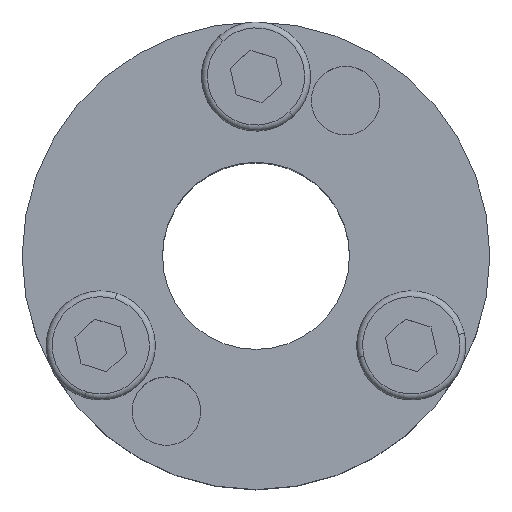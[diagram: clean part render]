
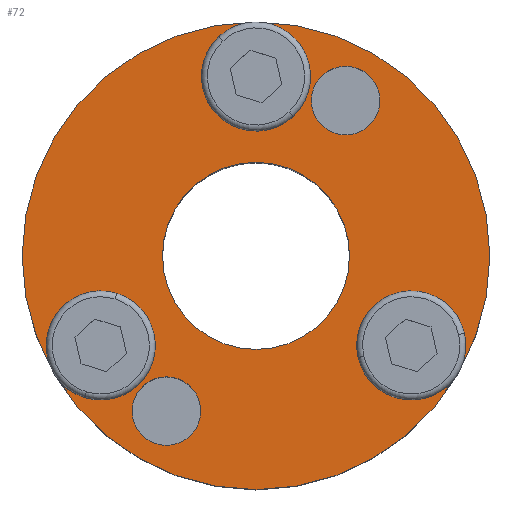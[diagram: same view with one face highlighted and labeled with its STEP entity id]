
A CAD part, top view. The second image highlights one B-rep face of the part: STEP entity #72.
In plain terms, the highlighted planar face has unit normal (0, 0, 1).
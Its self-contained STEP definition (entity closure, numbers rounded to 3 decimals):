
#9 = EDGE_LOOP ( 'NONE', ( #1124, #1963 ) ) ;
#11 = EDGE_CURVE ( 'NONE', #176, #351, #458, .T. ) ;
#14 = ORIENTED_EDGE ( 'NONE', *, *, #295, .F. ) ;
#34 = VERTEX_POINT ( 'NONE', #591 ) ;
#61 = EDGE_CURVE ( 'NONE', #128, #347, #760, .T. ) ;
#72 = ADVANCED_FACE ( 'NONE', ( #848, #849, #850, #851, #853, #854, #855 ), #856, .F. ) ;
#104 = EDGE_CURVE ( 'NONE', #224, #285, #1149, .T. ) ;
#106 = ORIENTED_EDGE ( 'NONE', *, *, #104, .F. ) ;
#119 = EDGE_CURVE ( 'NONE', #183, #260, #1219, .T. ) ;
#128 = VERTEX_POINT ( 'NONE', #1288 ) ;
#169 = EDGE_CURVE ( 'NONE', #920, #265, #405, .T. ) ;
#172 = ORIENTED_EDGE ( 'NONE', *, *, #61, .F. ) ;
#176 = VERTEX_POINT ( 'NONE', #452 ) ;
#179 = ORIENTED_EDGE ( 'NONE', *, *, #639, .F. ) ;
#183 = VERTEX_POINT ( 'NONE', #531 ) ;
#199 = EDGE_CURVE ( 'NONE', #368, #34, #634, .T. ) ;
#224 = VERTEX_POINT ( 'NONE', #759 ) ;
#235 = EDGE_CURVE ( 'NONE', #34, #368, #805, .T. ) ;
#236 = EDGE_LOOP ( 'NONE', ( #367, #376 ) ) ;
#254 = VERTEX_POINT ( 'NONE', #894 ) ;
#260 = VERTEX_POINT ( 'NONE', #917 ) ;
#265 = VERTEX_POINT ( 'NONE', #944 ) ;
#285 = VERTEX_POINT ( 'NONE', #1078 ) ;
#295 = EDGE_CURVE ( 'NONE', #351, #176, #1119, .T. ) ;
#330 = ORIENTED_EDGE ( 'NONE', *, *, #169, .F. ) ;
#342 = EDGE_LOOP ( 'NONE', ( #330, #1319 ) ) ;
#347 = VERTEX_POINT ( 'NONE', #1310 ) ;
#351 = VERTEX_POINT ( 'NONE', #1317 ) ;
#362 = EDGE_CURVE ( 'NONE', #254, #1940, #1381, .T. ) ;
#367 = ORIENTED_EDGE ( 'NONE', *, *, #119, .T. ) ;
#368 = VERTEX_POINT ( 'NONE', #1387 ) ;
#376 = ORIENTED_EDGE ( 'NONE', *, *, #1598, .T. ) ;
#405 = CIRCLE ( 'NONE', #406, 2.2 ) ;
#406 = AXIS2_PLACEMENT_3D ( 'NONE', #407, #408, #409 ) ;
#407 = CARTESIAN_POINT ( 'NONE',  ( 5.75, 9.959, 0. ) ) ;
#408 = DIRECTION ( 'NONE',  ( 0., 0., 1. ) ) ;
#409 = DIRECTION ( 'NONE',  ( 1., 0., 0. ) ) ;
#417 = CIRCLE ( 'NONE', #418, 2.2 ) ;
#418 = AXIS2_PLACEMENT_3D ( 'NONE', #419, #420, #421 ) ;
#419 = CARTESIAN_POINT ( 'NONE',  ( 5.75, 9.959, 0. ) ) ;
#420 = DIRECTION ( 'NONE',  ( 0., 0., 1. ) ) ;
#421 = DIRECTION ( 'NONE',  ( 1., 0., 0. ) ) ;
#429 = ORIENTED_EDGE ( 'NONE', *, *, #235, .F. ) ;
#452 = CARTESIAN_POINT ( 'NONE',  ( 12.159, -5.75, 0. ) ) ;
#458 = CIRCLE ( 'NONE', #459, 2.2 ) ;
#459 = AXIS2_PLACEMENT_3D ( 'NONE', #460, #461, #462 ) ;
#460 = CARTESIAN_POINT ( 'NONE',  ( 9.959, -5.75, 0. ) ) ;
#461 = DIRECTION ( 'NONE',  ( 0., 0., 1. ) ) ;
#462 = DIRECTION ( 'NONE',  ( -0.5, -0.866, 0. ) ) ;
#463 = CARTESIAN_POINT ( 'NONE',  ( 7.95, 9.959, 0. ) ) ;
#511 = CIRCLE ( 'NONE', #512, 2.2 ) ;
#512 = AXIS2_PLACEMENT_3D ( 'NONE', #513, #514, #515 ) ;
#513 = CARTESIAN_POINT ( 'NONE',  ( 0., 11.5, 0. ) ) ;
#514 = DIRECTION ( 'NONE',  ( 0., 0., 1. ) ) ;
#515 = DIRECTION ( 'NONE',  ( 1., 0., 0. ) ) ;
#531 = CARTESIAN_POINT ( 'NONE',  ( 15., 0., 0. ) ) ;
#591 = CARTESIAN_POINT ( 'NONE',  ( 6., 0., 0. ) ) ;
#634 = CIRCLE ( 'NONE', #635, 6. ) ;
#635 = AXIS2_PLACEMENT_3D ( 'NONE', #636, #637, #638 ) ;
#636 = CARTESIAN_POINT ( 'NONE',  ( 0., 0., 0. ) ) ;
#637 = DIRECTION ( 'NONE',  ( 0., 0., 1. ) ) ;
#638 = DIRECTION ( 'NONE',  ( 1., 0., 0. ) ) ;
#639 = EDGE_CURVE ( 'NONE', #347, #128, #1487, .T. ) ;
#729 = EDGE_LOOP ( 'NONE', ( #1987, #14 ) ) ;
#759 = CARTESIAN_POINT ( 'NONE',  ( -3.55, -9.959, 0. ) ) ;
#760 = CIRCLE ( 'NONE', #761, 2.2 ) ;
#761 = AXIS2_PLACEMENT_3D ( 'NONE', #762, #763, #764 ) ;
#762 = CARTESIAN_POINT ( 'NONE',  ( -9.959, -5.75, 0. ) ) ;
#763 = DIRECTION ( 'NONE',  ( 0., 0., 1. ) ) ;
#764 = DIRECTION ( 'NONE',  ( -0.5, 0.866, 0. ) ) ;
#805 = CIRCLE ( 'NONE', #806, 6. ) ;
#806 = AXIS2_PLACEMENT_3D ( 'NONE', #807, #808, #809 ) ;
#807 = CARTESIAN_POINT ( 'NONE',  ( 0., 0., 0. ) ) ;
#808 = DIRECTION ( 'NONE',  ( 0., 0., 1. ) ) ;
#809 = DIRECTION ( 'NONE',  ( 1., 0., 0. ) ) ;
#834 = EDGE_CURVE ( 'NONE', #265, #920, #417, .T. ) ;
#848 = FACE_BOUND ( 'NONE', #1717, .T. ) ;
#849 = FACE_BOUND ( 'NONE', #342, .T. ) ;
#850 = FACE_BOUND ( 'NONE', #1718, .T. ) ;
#851 = FACE_BOUND ( 'NONE', #729, .T. ) ;
#853 = FACE_BOUND ( 'NONE', #9, .T. ) ;
#854 = FACE_BOUND ( 'NONE', #971, .T. ) ;
#855 = FACE_OUTER_BOUND ( 'NONE', #236, .T. ) ;
#856 = PLANE ( 'NONE',  #857 ) ;
#857 = AXIS2_PLACEMENT_3D ( 'NONE', #858, #859, #860 ) ;
#858 = CARTESIAN_POINT ( 'NONE',  ( 0., 15., 0. ) ) ;
#859 = DIRECTION ( 'NONE',  ( 0., 0., -1. ) ) ;
#860 = DIRECTION ( 'NONE',  ( -1., 0., 0. ) ) ;
#877 = CIRCLE ( 'NONE', #878, 15. ) ;
#878 = AXIS2_PLACEMENT_3D ( 'NONE', #879, #880, #881 ) ;
#879 = CARTESIAN_POINT ( 'NONE',  ( 0., 0., 0. ) ) ;
#880 = DIRECTION ( 'NONE',  ( 0., 0., 1. ) ) ;
#881 = DIRECTION ( 'NONE',  ( 1., 0., 0. ) ) ;
#894 = CARTESIAN_POINT ( 'NONE',  ( -2.2, 11.5, 0. ) ) ;
#917 = CARTESIAN_POINT ( 'NONE',  ( -15., 0., 0. ) ) ;
#920 = VERTEX_POINT ( 'NONE', #463 ) ;
#944 = CARTESIAN_POINT ( 'NONE',  ( 3.55, 9.959, 0. ) ) ;
#971 = EDGE_LOOP ( 'NONE', ( #429, #1427 ) ) ;
#988 = ORIENTED_EDGE ( 'NONE', *, *, #1927, .F. ) ;
#1078 = CARTESIAN_POINT ( 'NONE',  ( -7.95, -9.959, 0. ) ) ;
#1119 = CIRCLE ( 'NONE', #1120, 2.2 ) ;
#1120 = AXIS2_PLACEMENT_3D ( 'NONE', #1121, #1122, #1123 ) ;
#1121 = CARTESIAN_POINT ( 'NONE',  ( 9.959, -5.75, 0. ) ) ;
#1122 = DIRECTION ( 'NONE',  ( 0., 0., 1. ) ) ;
#1123 = DIRECTION ( 'NONE',  ( -0.5, -0.866, 0. ) ) ;
#1124 = ORIENTED_EDGE ( 'NONE', *, *, #2009, .F. ) ;
#1149 = CIRCLE ( 'NONE', #1150, 2.2 ) ;
#1150 = AXIS2_PLACEMENT_3D ( 'NONE', #1151, #1152, #1153 ) ;
#1151 = CARTESIAN_POINT ( 'NONE',  ( -5.75, -9.959, 0. ) ) ;
#1152 = DIRECTION ( 'NONE',  ( 0., 0., 1. ) ) ;
#1153 = DIRECTION ( 'NONE',  ( 1., 0., 0. ) ) ;
#1166 = CIRCLE ( 'NONE', #1167, 2.2 ) ;
#1167 = AXIS2_PLACEMENT_3D ( 'NONE', #1168, #1169, #1170 ) ;
#1168 = CARTESIAN_POINT ( 'NONE',  ( -5.75, -9.959, 0. ) ) ;
#1169 = DIRECTION ( 'NONE',  ( 0., 0., 1. ) ) ;
#1170 = DIRECTION ( 'NONE',  ( 1., 0., 0. ) ) ;
#1219 = CIRCLE ( 'NONE', #1220, 15. ) ;
#1220 = AXIS2_PLACEMENT_3D ( 'NONE', #1221, #1222, #1223 ) ;
#1221 = CARTESIAN_POINT ( 'NONE',  ( 0., 0., 0. ) ) ;
#1222 = DIRECTION ( 'NONE',  ( 0., 0., 1. ) ) ;
#1223 = DIRECTION ( 'NONE',  ( 1., 0., 0. ) ) ;
#1242 = CARTESIAN_POINT ( 'NONE',  ( 2.2, 11.5, 0. ) ) ;
#1288 = CARTESIAN_POINT ( 'NONE',  ( -12.159, -5.75, 0. ) ) ;
#1310 = CARTESIAN_POINT ( 'NONE',  ( -7.759, -5.75, 0. ) ) ;
#1317 = CARTESIAN_POINT ( 'NONE',  ( 7.759, -5.75, 0. ) ) ;
#1319 = ORIENTED_EDGE ( 'NONE', *, *, #834, .F. ) ;
#1381 = CIRCLE ( 'NONE', #1382, 2.2 ) ;
#1382 = AXIS2_PLACEMENT_3D ( 'NONE', #1383, #1384, #1385 ) ;
#1383 = CARTESIAN_POINT ( 'NONE',  ( 0., 11.5, 0. ) ) ;
#1384 = DIRECTION ( 'NONE',  ( 0., 0., 1. ) ) ;
#1385 = DIRECTION ( 'NONE',  ( 1., 0., 0. ) ) ;
#1387 = CARTESIAN_POINT ( 'NONE',  ( -6., 0., 0. ) ) ;
#1427 = ORIENTED_EDGE ( 'NONE', *, *, #199, .F. ) ;
#1487 = CIRCLE ( 'NONE', #1488, 2.2 ) ;
#1488 = AXIS2_PLACEMENT_3D ( 'NONE', #1489, #1490, #1491 ) ;
#1489 = CARTESIAN_POINT ( 'NONE',  ( -9.959, -5.75, 0. ) ) ;
#1490 = DIRECTION ( 'NONE',  ( 0., 0., 1. ) ) ;
#1491 = DIRECTION ( 'NONE',  ( -0.5, 0.866, 0. ) ) ;
#1598 = EDGE_CURVE ( 'NONE', #260, #183, #877, .T. ) ;
#1717 = EDGE_LOOP ( 'NONE', ( #106, #988 ) ) ;
#1718 = EDGE_LOOP ( 'NONE', ( #179, #172 ) ) ;
#1927 = EDGE_CURVE ( 'NONE', #285, #224, #1166, .T. ) ;
#1940 = VERTEX_POINT ( 'NONE', #1242 ) ;
#1963 = ORIENTED_EDGE ( 'NONE', *, *, #362, .F. ) ;
#1987 = ORIENTED_EDGE ( 'NONE', *, *, #11, .F. ) ;
#2009 = EDGE_CURVE ( 'NONE', #1940, #254, #511, .T. ) ;
